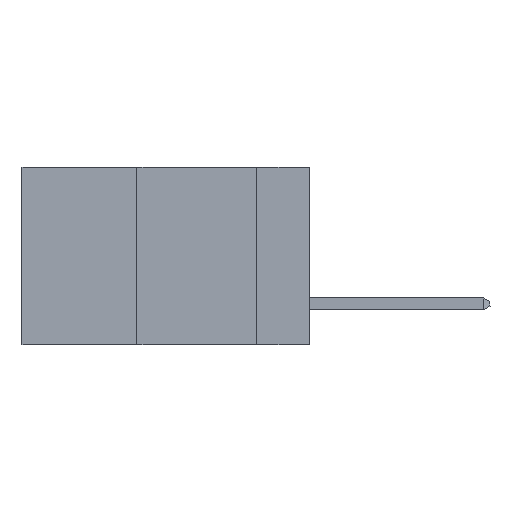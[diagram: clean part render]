
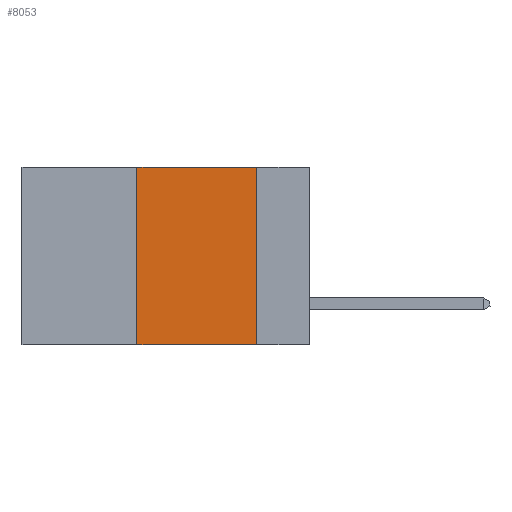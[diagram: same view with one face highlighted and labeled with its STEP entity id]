
A CAD part, left-side view. The second image highlights one B-rep face of the part: STEP entity #8053.
In plain terms, the highlighted planar face has unit normal (-1, 0, 0).
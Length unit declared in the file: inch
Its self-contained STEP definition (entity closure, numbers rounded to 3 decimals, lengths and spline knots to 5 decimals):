
#233 = PLANE ( 'NONE',  #7397 ) ;
#3093 = LINE ( 'NONE', #18713, #21438 ) ;
#3692 = VECTOR ( 'NONE', #15763, 39.37008 ) ;
#5400 = CARTESIAN_POINT ( 'NONE',  ( 0., 0.36, -0.37 ) ) ;
#5628 = EDGE_CURVE ( 'NONE', #7373, #19923, #3093, .T. ) ;
#6572 = CARTESIAN_POINT ( 'NONE',  ( 0., 0.6, 0. ) ) ;
#7366 = EDGE_CURVE ( 'NONE', #18945, #19923, #22771, .T. ) ;
#7373 = VERTEX_POINT ( 'NONE', #5400 ) ;
#7397 = AXIS2_PLACEMENT_3D ( 'NONE', #18771, #7858, #20540 ) ;
#7858 = DIRECTION ( 'NONE',  ( 1., 0., 0. ) ) ;
#8053 = ADVANCED_FACE ( 'NONE', ( #22600 ), #233, .F. ) ;
#8907 = EDGE_CURVE ( 'NONE', #9158, #18945, #13638, .T. ) ;
#9158 = VERTEX_POINT ( 'NONE', #21987 ) ;
#10515 = VECTOR ( 'NONE', #21952, 39.37008 ) ;
#12799 = ORIENTED_EDGE ( 'NONE', *, *, #7366, .F. ) ;
#12943 = DIRECTION ( 'NONE',  ( 0., 0., -1. ) ) ;
#13638 = LINE ( 'NONE', #6572, #3692 ) ;
#14562 = EDGE_LOOP ( 'NONE', ( #12799, #17173, #17602, #18077 ) ) ;
#15763 = DIRECTION ( 'NONE',  ( 0., -1., 0. ) ) ;
#17002 = LINE ( 'NONE', #23624, #10515 ) ;
#17173 = ORIENTED_EDGE ( 'NONE', *, *, #8907, .F. ) ;
#17602 = ORIENTED_EDGE ( 'NONE', *, *, #23131, .F. ) ;
#18041 = VECTOR ( 'NONE', #12943, 39.37008 ) ;
#18077 = ORIENTED_EDGE ( 'NONE', *, *, #5628, .T. ) ;
#18226 = CARTESIAN_POINT ( 'NONE',  ( 0., 0.11, 0. ) ) ;
#18713 = CARTESIAN_POINT ( 'NONE',  ( 0., 0.6, -0.37 ) ) ;
#18771 = CARTESIAN_POINT ( 'NONE',  ( 0., 0.6, 0. ) ) ;
#18945 = VERTEX_POINT ( 'NONE', #19618 ) ;
#19618 = CARTESIAN_POINT ( 'NONE',  ( 0., 0.11, 0. ) ) ;
#19923 = VERTEX_POINT ( 'NONE', #23284 ) ;
#20540 = DIRECTION ( 'NONE',  ( 0., 0., -1. ) ) ;
#21438 = VECTOR ( 'NONE', #22269, 39.37008 ) ;
#21952 = DIRECTION ( 'NONE',  ( 0., 0., 1. ) ) ;
#21987 = CARTESIAN_POINT ( 'NONE',  ( 0., 0.36, 0. ) ) ;
#22269 = DIRECTION ( 'NONE',  ( 0., -1., 0. ) ) ;
#22600 = FACE_OUTER_BOUND ( 'NONE', #14562, .T. ) ;
#22771 = LINE ( 'NONE', #18226, #18041 ) ;
#23131 = EDGE_CURVE ( 'NONE', #7373, #9158, #17002, .T. ) ;
#23284 = CARTESIAN_POINT ( 'NONE',  ( 0., 0.11, -0.37 ) ) ;
#23624 = CARTESIAN_POINT ( 'NONE',  ( 0., 0.36, 0. ) ) ;
